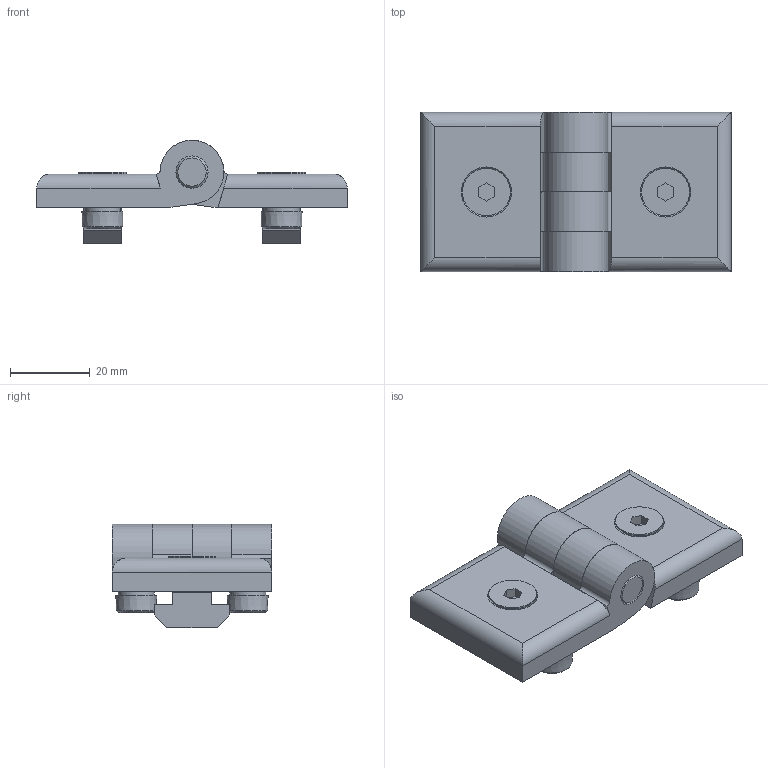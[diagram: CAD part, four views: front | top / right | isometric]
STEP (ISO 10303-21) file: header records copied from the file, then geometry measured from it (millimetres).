
FILE_DESCRIPTION(/* description */ ('STEP AP214'),/* implementation_level */ '2;1');
FILE_NAME(/* name */ '095KS4040F10S01(0)',/* time_stamp */ '2023-02-15T11:01:35+01:00',/* author */ ('License CC BY-ND 4.0'),/* organization */ ('CADENAS'),/* preprocessor_version */ 'ST-DEVELOPER v18.102',/* originating_system */ 'PARTsolutions',/* authorisation */ ' ');
FILE_SCHEMA (('AUTOMOTIVE_DESIGN {1 0 10303 214 3 1 1}'));
Length unit declared in the file: millimetre
Products named in the file (4): 095KS4040F10S01(0); 095KS4040F10S01_2; 095KS4040F10S01_p; 095KS4040F10S01_1
Assembly tree (3 placements, depth 2):
  095KS4040F10S01(0)
    095KS4040F10S01_2
    095KS4040F10S01_p
    095KS4040F10S01_1
Bounding box: 78 x 40 x 25.99 mm (x, y, z)
Volume: 27147 mm3; surface area: 17185.1 mm2
Topology: 3 solids, 7 shells, 221 faces, 589 edges, 390 vertices
Faces by surface type: plane 122, cylinder 81, cone 18
Full cylindrical faces by diameter (mm): 5 x2, 6 x6, 6.6 x4, 8.1 x5, 9.08 x4, 12 x2
Entity records: 8147 total; most frequent: DIRECTION 1172, CARTESIAN_POINT 1165, ORIENTED_EDGE 1056, EDGE_CURVE 528, AXIS2_PLACEMENT_3D 437, VERTEX_POINT 366, LINE 298, VECTOR 298
